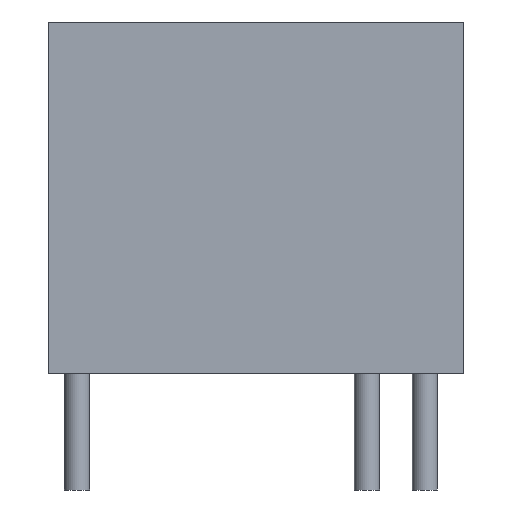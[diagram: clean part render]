
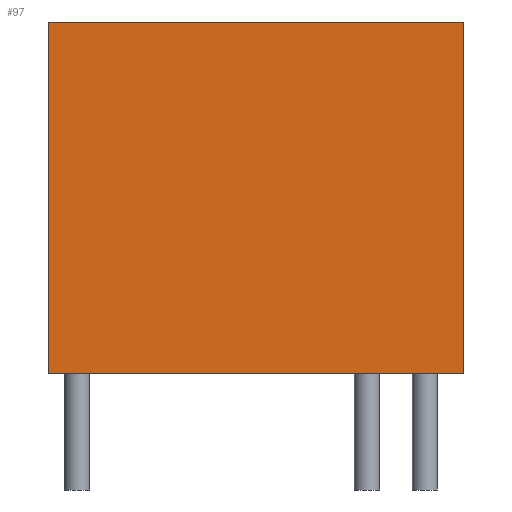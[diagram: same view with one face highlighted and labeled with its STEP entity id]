
A CAD part, front view. The second image highlights one B-rep face of the part: STEP entity #97.
In plain terms, the highlighted planar face has unit normal (0, -1, 0).
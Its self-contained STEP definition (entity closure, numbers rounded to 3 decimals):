
#71=VERTEX_POINT('',#72);
#72=CARTESIAN_POINT('',(-1.26,-1.3,0.0));
#78=EDGE_CURVE('',#71,#79,#81,.T.);
#79=VERTEX_POINT('',#80);
#80=CARTESIAN_POINT('',(-1.26,-1.3,15.4));
#81=LINE('',#82,#83);
#82=CARTESIAN_POINT('',(-1.26,-1.3,0.0));
#83=VECTOR('',#84,1.0);
#84=DIRECTION('',(0.0,0.0,1.0));
#97=ADVANCED_FACE('',(#98),#123,.F.);
#98=FACE_BOUND('',#99,.T.);
#99=EDGE_LOOP('',(#100,#108,#116,#122));
#100=ORIENTED_EDGE('',*,*,#101,.T.);
#101=EDGE_CURVE('',#71,#102,#104,.T.);
#102=VERTEX_POINT('',#103);
#103=CARTESIAN_POINT('',(16.94,-1.3,0.0));
#104=LINE('',#105,#106);
#105=CARTESIAN_POINT('',(-1.26,-1.3,0.0));
#106=VECTOR('',#107,1.0);
#107=DIRECTION('',(1.0,0.0,0.0));
#108=ORIENTED_EDGE('',*,*,#109,.T.);
#109=EDGE_CURVE('',#102,#110,#112,.T.);
#110=VERTEX_POINT('',#111);
#111=CARTESIAN_POINT('',(16.94,-1.3,15.4));
#112=LINE('',#113,#114);
#113=CARTESIAN_POINT('',(16.94,-1.3,0.0));
#114=VECTOR('',#115,1.0);
#115=DIRECTION('',(0.0,0.0,1.0));
#116=ORIENTED_EDGE('',*,*,#117,.T.);
#117=EDGE_CURVE('',#110,#79,#118,.F.);
#118=LINE('',#119,#120);
#119=CARTESIAN_POINT('',(-1.26,-1.3,15.4));
#120=VECTOR('',#121,1.0);
#121=DIRECTION('',(1.0,0.0,0.0));
#122=ORIENTED_EDGE('',*,*,#78,.F.);
#123=PLANE('',#124);
#124=AXIS2_PLACEMENT_3D('',#125,#126,#127);
#125=CARTESIAN_POINT('',(-1.26,-1.3,0.0));
#126=DIRECTION('',(0.0,1.0,0.0));
#127=DIRECTION('',(1.0,0.0,0.0));
